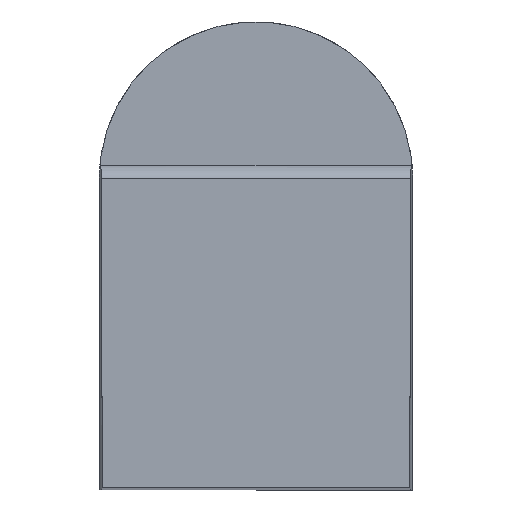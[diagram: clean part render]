
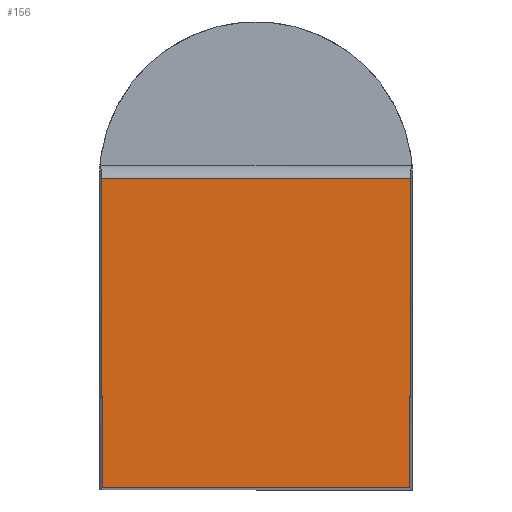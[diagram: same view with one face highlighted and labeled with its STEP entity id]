
A CAD part, top view. The second image highlights one B-rep face of the part: STEP entity #156.
In plain terms, the highlighted planar face has unit normal (0, 0, 1).
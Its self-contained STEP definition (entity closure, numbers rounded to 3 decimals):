
#48=PLANE('',#709);
#60=FACE_OUTER_BOUND('',#281,.T.);
#75=LINE('',#1045,#98);
#87=LINE('',#1092,#110);
#89=LINE('',#1096,#112);
#91=LINE('',#1100,#114);
#98=VECTOR('',#808,1.);
#110=VECTOR('',#828,1.);
#112=VECTOR('',#834,1.);
#114=VECTOR('',#840,1.);
#156=ADVANCED_FACE('',(#60),#48,.T.);
#281=EDGE_LOOP('',(#391,#392,#393,#394));
#391=ORIENTED_EDGE('',*,*,#576,.F.);
#392=ORIENTED_EDGE('',*,*,#582,.F.);
#393=ORIENTED_EDGE('',*,*,#561,.F.);
#394=ORIENTED_EDGE('',*,*,#579,.F.);
#501=VERTEX_POINT('',#1044);
#502=VERTEX_POINT('',#1046);
#509=VERTEX_POINT('',#1086);
#512=VERTEX_POINT('',#1091);
#561=EDGE_CURVE('',#501,#502,#75,.T.);
#576=EDGE_CURVE('',#512,#509,#87,.T.);
#579=EDGE_CURVE('',#509,#501,#89,.T.);
#582=EDGE_CURVE('',#502,#512,#91,.T.);
#709=AXIS2_PLACEMENT_3D('',#1102,#843,#844);
#808=DIRECTION('',(-1.,0.,0.));
#828=DIRECTION('',(1.,0.,0.));
#834=DIRECTION('',(-0.004,-1.,0.));
#840=DIRECTION('',(-0.004,1.,0.));
#843=DIRECTION('',(0.,0.,1.));
#844=DIRECTION('',(1.,0.,0.));
#1044=CARTESIAN_POINT('',(-0.139,0.,0.));
#1045=CARTESIAN_POINT('',(-0.139,0.,0.));
#1046=CARTESIAN_POINT('',(-31.811,0.,0.));
#1086=CARTESIAN_POINT('',(0.,31.85,0.));
#1091=CARTESIAN_POINT('',(-31.95,31.85,0.));
#1092=CARTESIAN_POINT('',(-31.95,31.85,0.));
#1096=CARTESIAN_POINT('',(0.,31.85,0.));
#1100=CARTESIAN_POINT('',(-31.811,0.,0.));
#1102=CARTESIAN_POINT('',(-31.95,31.85,0.));
